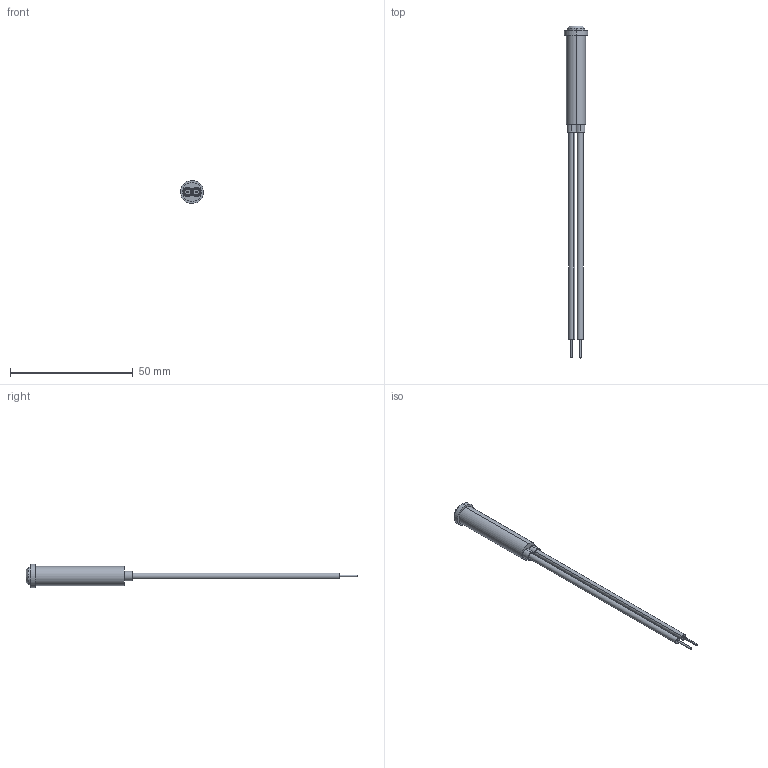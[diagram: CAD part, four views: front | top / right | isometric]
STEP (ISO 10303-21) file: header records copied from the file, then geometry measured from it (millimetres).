
FILE_DESCRIPTION (( 'STEP AP214' ), '1' );
FILE_NAME ('2120_SERIES.STEP', '2018-10-10T23:14:25', ( 'user' ), ( 'Microsoft' ), 'SwSTEP 2.0', 'SolidWorks 2018', '' );
FILE_SCHEMA (( 'AUTOMOTIVE_DESIGN' ));
Length unit declared in the file: inch
Products named in the file (5): MT2921-A9708; WP1503_2"; E21481-A4166; D21668-01A-B4717; 2120_SERIES
Assembly tree (6 placements, depth 2):
  2120_SERIES
    D21668-01A-B4717
    E21481-A4166
    WP1503_2"  x2
    MT2921-A9708  x2
Bounding box: 9.53 x 135.41 x 9.53 mm (x, y, z)
Volume: 1629.4 mm3; surface area: 4011.4 mm2
Topology: 6 solids, 6 shells, 133 faces, 309 edges, 197 vertices
Faces by surface type: cylinder 60, plane 55, cone 18
Entity records: 3319 total; most frequent: DIRECTION 579, CARTESIAN_POINT 532, ORIENTED_EDGE 482, EDGE_CURVE 241, AXIS2_PLACEMENT_3D 232, VERTEX_POINT 153, EDGE_LOOP 120, CIRCLE 118
